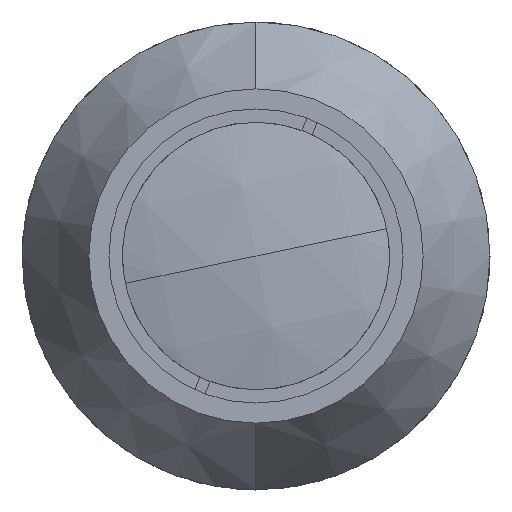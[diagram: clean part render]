
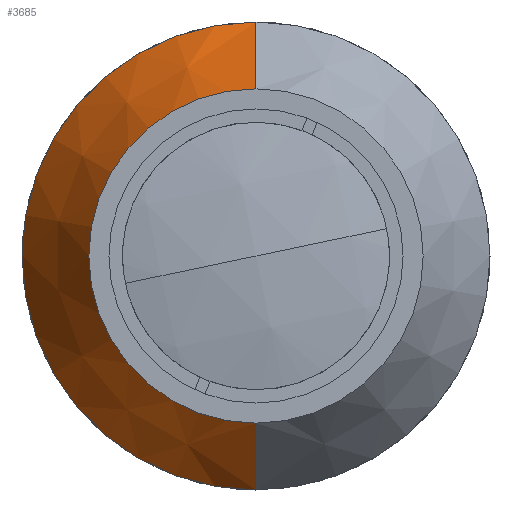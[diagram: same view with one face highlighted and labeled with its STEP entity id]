
A CAD part, left-side view. The second image highlights one B-rep face of the part: STEP entity #3685.
In plain terms, the highlighted conical face has half-angle 30 degrees and reference radius 21 mm.
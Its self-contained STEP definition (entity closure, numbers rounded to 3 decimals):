
#224 = ORIENTED_EDGE ( 'NONE', *, *, #645, .T. ) ;
#289 = ORIENTED_EDGE ( 'NONE', *, *, #3535, .F. ) ;
#344 = DIRECTION ( 'NONE',  ( -1., 0., 0. ) ) ;
#425 = CARTESIAN_POINT ( 'NONE',  ( 25.392, 0., -21. ) ) ;
#540 = CARTESIAN_POINT ( 'NONE',  ( 25.392, 0., 21. ) ) ;
#557 = CIRCLE ( 'NONE', #2842, 21. ) ;
#645 = EDGE_CURVE ( 'NONE', #3164, #2201, #557, .T. ) ;
#670 = CARTESIAN_POINT ( 'NONE',  ( 25.392, 0., -21. ) ) ;
#786 = AXIS2_PLACEMENT_3D ( 'NONE', #929, #1583, #3583 ) ;
#867 = FACE_OUTER_BOUND ( 'NONE', #873, .T. ) ;
#873 = EDGE_LOOP ( 'NONE', ( #3297, #1372, #224, #289 ) ) ;
#929 = CARTESIAN_POINT ( 'NONE',  ( 25.392, 0., 0. ) ) ;
#1144 = CARTESIAN_POINT ( 'NONE',  ( 15., 0., 15. ) ) ;
#1372 = ORIENTED_EDGE ( 'NONE', *, *, #3363, .T. ) ;
#1430 = VECTOR ( 'NONE', #3280, 1000. ) ;
#1474 = VECTOR ( 'NONE', #1677, 1000. ) ;
#1549 = CARTESIAN_POINT ( 'NONE',  ( 25.392, 0., 21. ) ) ;
#1583 = DIRECTION ( 'NONE',  ( 1., 0., 0. ) ) ;
#1674 = CARTESIAN_POINT ( 'NONE',  ( 25.392, 0., 0. ) ) ;
#1677 = DIRECTION ( 'NONE',  ( 0.866, 0., -0.5 ) ) ;
#1810 = EDGE_CURVE ( 'NONE', #3114, #3495, #3273, .T. ) ;
#1859 = AXIS2_PLACEMENT_3D ( 'NONE', #2181, #344, #2455 ) ;
#1977 = DIRECTION ( 'NONE',  ( 0., 0., 1. ) ) ;
#2181 = CARTESIAN_POINT ( 'NONE',  ( 15., 0., 0. ) ) ;
#2201 = VERTEX_POINT ( 'NONE', #670 ) ;
#2217 = CARTESIAN_POINT ( 'NONE',  ( 15., 0., -15. ) ) ;
#2390 = CONICAL_SURFACE ( 'NONE', #786, 21., 0.524 ) ;
#2455 = DIRECTION ( 'NONE',  ( 0., 0., 1. ) ) ;
#2842 = AXIS2_PLACEMENT_3D ( 'NONE', #1674, #3661, #1977 ) ;
#3114 = VERTEX_POINT ( 'NONE', #1144 ) ;
#3164 = VERTEX_POINT ( 'NONE', #540 ) ;
#3273 = CIRCLE ( 'NONE', #1859, 15. ) ;
#3280 = DIRECTION ( 'NONE',  ( 0.866, 0., 0.5 ) ) ;
#3297 = ORIENTED_EDGE ( 'NONE', *, *, #1810, .F. ) ;
#3363 = EDGE_CURVE ( 'NONE', #3114, #3164, #3809, .T. ) ;
#3495 = VERTEX_POINT ( 'NONE', #2217 ) ;
#3535 = EDGE_CURVE ( 'NONE', #3495, #2201, #3757, .T. ) ;
#3583 = DIRECTION ( 'NONE',  ( 0., 0., -1. ) ) ;
#3661 = DIRECTION ( 'NONE',  ( -1., 0., 0. ) ) ;
#3685 = ADVANCED_FACE ( 'NONE', ( #867 ), #2390, .T. ) ;
#3757 = LINE ( 'NONE', #425, #1474 ) ;
#3809 = LINE ( 'NONE', #1549, #1430 ) ;
